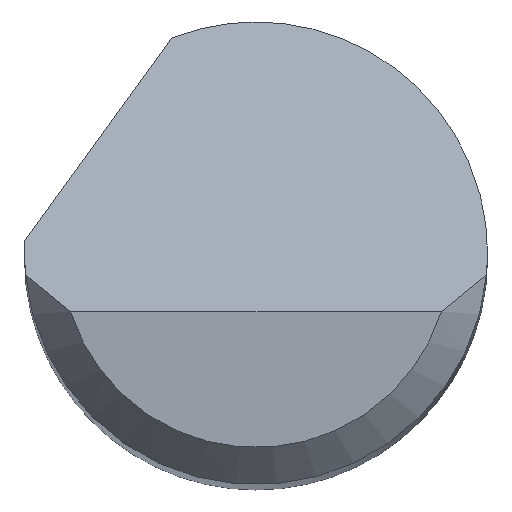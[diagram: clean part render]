
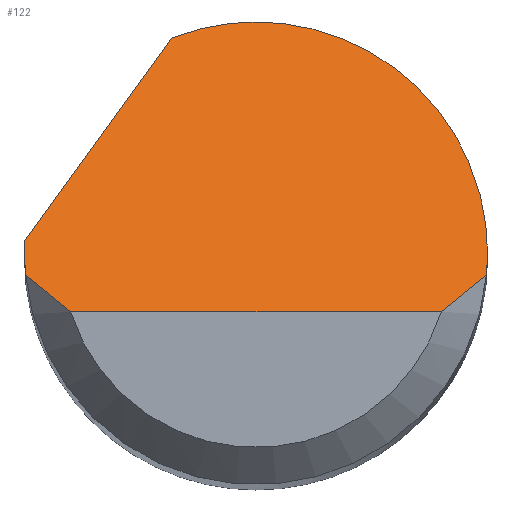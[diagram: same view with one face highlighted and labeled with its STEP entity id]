
A CAD part, top view. The second image highlights one B-rep face of the part: STEP entity #122.
In plain terms, the highlighted planar face has unit normal (0, 0.707, 0.707).
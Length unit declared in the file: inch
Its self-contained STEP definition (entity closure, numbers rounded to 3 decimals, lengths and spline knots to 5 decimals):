
#11 =( BOUNDED_CURVE ( )  B_SPLINE_CURVE ( 3, ( #271, #329, #639, #37 ),
 .UNSPECIFIED., .F., .F. ) 
 B_SPLINE_CURVE_WITH_KNOTS ( ( 4, 4 ),
 ( 4.61892, 4.71239 ),
 .UNSPECIFIED. ) 
 CURVE ( )  GEOMETRIC_REPRESENTATION_ITEM ( )  RATIONAL_B_SPLINE_CURVE ( ( 1., 0.999, 0.999, 1. ) ) 
 REPRESENTATION_ITEM ( '' )  );
#26 = CARTESIAN_POINT ( 'NONE',  ( 0.09375, 0., 1.97625 ) ) ;
#33 = VERTEX_POINT ( 'NONE', #499 ) ;
#37 = CARTESIAN_POINT ( 'NONE',  ( -0.09375, 0., 1.97625 ) ) ;
#50 = VERTEX_POINT ( 'NONE', #743 ) ;
#73 = CARTESIAN_POINT ( 'NONE',  ( -0.09375, 0., 1.97625 ) ) ;
#74 = EDGE_CURVE ( 'NONE', #33, #246, #519, .T. ) ;
#88 = DIRECTION ( 'NONE',  ( 0., -0.707, -0.707 ) ) ;
#97 = EDGE_CURVE ( 'NONE', #351, #33, #390, .T. ) ;
#114 = CARTESIAN_POINT ( 'NONE',  ( 0.09375, -0.00292, 1.97917 ) ) ;
#118 = CARTESIAN_POINT ( 'NONE',  ( 0.08761, -0.01397, 1.99022 ) ) ;
#122 = ADVANCED_FACE ( 'NONE', ( #335 ), #221, .F. ) ;
#134 = CARTESIAN_POINT ( 'NONE',  ( 0., -0.02375, 2. ) ) ;
#181 = EDGE_LOOP ( 'NONE', ( #405, #369, #521, #546, #203, #637, #584, #627 ) ) ;
#203 = ORIENTED_EDGE ( 'NONE', *, *, #97, .F. ) ;
#211 = CARTESIAN_POINT ( 'NONE',  ( 0.09375, 0.07266, 1.90359 ) ) ;
#216 = CARTESIAN_POINT ( 'NONE',  ( -0.03394, 0.08739, 1.88886 ) ) ;
#221 = PLANE ( 'NONE',  #634 ) ;
#246 = VERTEX_POINT ( 'NONE', #26 ) ;
#256 = VERTEX_POINT ( 'NONE', #73 ) ;
#271 = CARTESIAN_POINT ( 'NONE',  ( -0.09334, -0.00875, 1.985 ) ) ;
#273 = EDGE_CURVE ( 'NONE', #256, #351, #308, .T. ) ;
#290 = CARTESIAN_POINT ( 'NONE',  ( 0.09375, 0., 1.97625 ) ) ;
#293 = CARTESIAN_POINT ( 'NONE',  ( -0.09375, 0., 1.97625 ) ) ;
#308 =( BOUNDED_CURVE ( )  B_SPLINE_CURVE ( 3, ( #293, #460, #602, #406 ),
 .UNSPECIFIED., .F., .F. ) 
 B_SPLINE_CURVE_WITH_KNOTS ( ( 4, 4 ),
 ( 4.71239, 4.76575 ),
 .UNSPECIFIED. ) 
 CURVE ( )  GEOMETRIC_REPRESENTATION_ITEM ( )  RATIONAL_B_SPLINE_CURVE ( ( 1., 1., 1., 1. ) ) 
 REPRESENTATION_ITEM ( '' )  );
#318 = EDGE_CURVE ( 'NONE', #516, #479, #750, .T. ) ;
#319 = CARTESIAN_POINT ( 'NONE',  ( 0.07508, -0.02375, 2. ) ) ;
#329 = CARTESIAN_POINT ( 'NONE',  ( -0.09361, -0.00584, 1.98209 ) ) ;
#332 = CARTESIAN_POINT ( 'NONE',  ( -0.08157, -0.019, 1.99525 ) ) ;
#335 = FACE_OUTER_BOUND ( 'NONE', #181, .T. ) ;
#351 = VERTEX_POINT ( 'NONE', #651 ) ;
#352 = CARTESIAN_POINT ( 'NONE',  ( 0.09334, -0.00875, 1.985 ) ) ;
#368 = EDGE_CURVE ( 'NONE', #246, #479, #485, .T. ) ;
#369 = ORIENTED_EDGE ( 'NONE', *, *, #318, .T. ) ;
#388 = CARTESIAN_POINT ( 'NONE',  ( -0.09334, -0.00875, 1.985 ) ) ;
#390 = LINE ( 'NONE', #635, #755 ) ;
#405 = ORIENTED_EDGE ( 'NONE', *, *, #411, .T. ) ;
#406 = CARTESIAN_POINT ( 'NONE',  ( -0.09362, 0.005, 1.97125 ) ) ;
#411 = EDGE_CURVE ( 'NONE', #50, #516, #675, .T. ) ;
#444 = CARTESIAN_POINT ( 'NONE',  ( 0.09375, 0., 1.97625 ) ) ;
#449 = CARTESIAN_POINT ( 'NONE',  ( -0.09375, -0.02375, 2. ) ) ;
#460 = CARTESIAN_POINT ( 'NONE',  ( -0.09375, 0.00167, 1.97458 ) ) ;
#479 = VERTEX_POINT ( 'NONE', #561 ) ;
#484 = DIRECTION ( 'NONE',  ( 1., 0., 0. ) ) ;
#485 =( BOUNDED_CURVE ( )  B_SPLINE_CURVE ( 3, ( #290, #114, #595, #352 ),
 .UNSPECIFIED., .F., .F. ) 
 B_SPLINE_CURVE_WITH_KNOTS ( ( 4, 4 ),
 ( 1.5708, 1.66427 ),
 .UNSPECIFIED. ) 
 CURVE ( )  GEOMETRIC_REPRESENTATION_ITEM ( )  RATIONAL_B_SPLINE_CURVE ( ( 1., 0.999, 0.999, 1. ) ) 
 REPRESENTATION_ITEM ( '' )  );
#499 = CARTESIAN_POINT ( 'NONE',  ( -0.03394, 0.08739, 1.88886 ) ) ;
#516 = VERTEX_POINT ( 'NONE', #319 ) ;
#519 =( BOUNDED_CURVE ( )  B_SPLINE_CURVE ( 3, ( #216, #687, #211, #444 ),
 .UNSPECIFIED., .F., .F. ) 
 B_SPLINE_CURVE_WITH_KNOTS ( ( 4, 4 ),
 ( 5.91277, 7.85398 ),
 .UNSPECIFIED. ) 
 CURVE ( )  GEOMETRIC_REPRESENTATION_ITEM ( )  RATIONAL_B_SPLINE_CURVE ( ( 1., 0.71, 0.71, 1. ) ) 
 REPRESENTATION_ITEM ( '' )  );
#521 = ORIENTED_EDGE ( 'NONE', *, *, #368, .F. ) ;
#545 = EDGE_CURVE ( 'NONE', #575, #50, #707, .T. ) ;
#546 = ORIENTED_EDGE ( 'NONE', *, *, #74, .F. ) ;
#561 = CARTESIAN_POINT ( 'NONE',  ( 0.09334, -0.00875, 1.985 ) ) ;
#571 = CARTESIAN_POINT ( 'NONE',  ( -0.07508, -0.02375, 2. ) ) ;
#575 = VERTEX_POINT ( 'NONE', #632 ) ;
#576 = EDGE_CURVE ( 'NONE', #575, #256, #11, .T. ) ;
#582 = DIRECTION ( 'NONE',  ( 0.456, 0.629, -0.629 ) ) ;
#584 = ORIENTED_EDGE ( 'NONE', *, *, #576, .F. ) ;
#585 = DIRECTION ( 'NONE',  ( 0., 0.707, -0.707 ) ) ;
#595 = CARTESIAN_POINT ( 'NONE',  ( 0.09361, -0.00584, 1.98209 ) ) ;
#602 = CARTESIAN_POINT ( 'NONE',  ( -0.09371, 0.00333, 1.97292 ) ) ;
#627 = ORIENTED_EDGE ( 'NONE', *, *, #545, .T. ) ;
#632 = CARTESIAN_POINT ( 'NONE',  ( -0.09334, -0.00875, 1.985 ) ) ;
#634 = AXIS2_PLACEMENT_3D ( 'NONE', #449, #88, #585 ) ;
#635 = CARTESIAN_POINT ( 'NONE',  ( -0.11014, -0.01781, 1.99406 ) ) ;
#637 = ORIENTED_EDGE ( 'NONE', *, *, #273, .F. ) ;
#639 = CARTESIAN_POINT ( 'NONE',  ( -0.09375, -0.00292, 1.97917 ) ) ;
#651 = CARTESIAN_POINT ( 'NONE',  ( -0.09362, 0.005, 1.97125 ) ) ;
#675 = LINE ( 'NONE', #134, #704 ) ;
#687 = CARTESIAN_POINT ( 'NONE',  ( 0.03379, 0.11369, 1.86256 ) ) ;
#691 = CARTESIAN_POINT ( 'NONE',  ( -0.08761, -0.01397, 1.99022 ) ) ;
#702 = CARTESIAN_POINT ( 'NONE',  ( 0.09334, -0.00875, 1.985 ) ) ;
#704 = VECTOR ( 'NONE', #484, 39.37008 ) ;
#707 = B_SPLINE_CURVE_WITH_KNOTS ( 'NONE', 3,
 ( #388, #691, #332, #571 ),
 .UNSPECIFIED., .F., .F.,
 ( 4, 4 ),
 ( 0., 0.00071 ),
 .UNSPECIFIED. ) ;
#710 = CARTESIAN_POINT ( 'NONE',  ( 0.08157, -0.019, 1.99525 ) ) ;
#743 = CARTESIAN_POINT ( 'NONE',  ( -0.07508, -0.02375, 2. ) ) ;
#750 = B_SPLINE_CURVE_WITH_KNOTS ( 'NONE', 3,
 ( #765, #710, #118, #702 ),
 .UNSPECIFIED., .F., .F.,
 ( 4, 4 ),
 ( 0., 0.00071 ),
 .UNSPECIFIED. ) ;
#755 = VECTOR ( 'NONE', #582, 39.37008 ) ;
#765 = CARTESIAN_POINT ( 'NONE',  ( 0.07508, -0.02375, 2. ) ) ;
